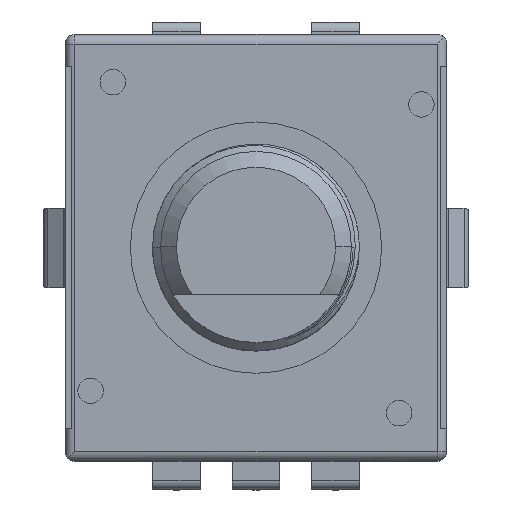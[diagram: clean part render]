
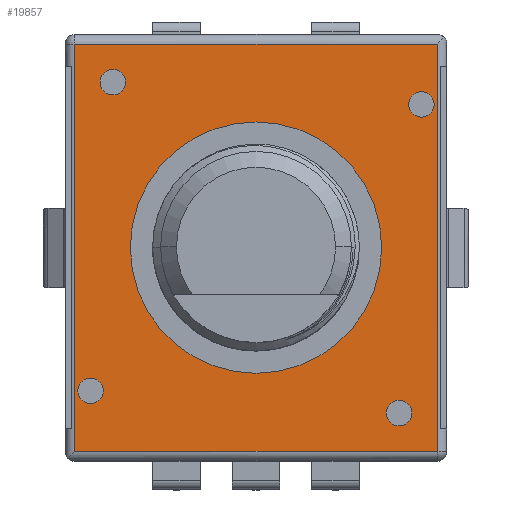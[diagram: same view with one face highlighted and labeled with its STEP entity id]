
A CAD part, top view. The second image highlights one B-rep face of the part: STEP entity #19857.
In plain terms, the highlighted planar face has unit normal (0, 0, 1).
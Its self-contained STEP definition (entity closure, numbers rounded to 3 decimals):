
#14 = DIRECTION ( 'NONE',  ( -1., 0., 0. ) ) ;
#160 = VERTEX_POINT ( 'NONE', #15013 ) ;
#353 = ORIENTED_EDGE ( 'NONE', *, *, #20846, .F. ) ;
#361 = AXIS2_PLACEMENT_3D ( 'NONE', #15134, #23560, #8895 ) ;
#621 = VERTEX_POINT ( 'NONE', #15924 ) ;
#1067 = VERTEX_POINT ( 'NONE', #3426 ) ;
#1325 = CIRCLE ( 'NONE', #22099, 0.4 ) ;
#1538 = CARTESIAN_POINT ( 'NONE',  ( 5.6, 4.5, 1. ) ) ;
#2020 = AXIS2_PLACEMENT_3D ( 'NONE', #13917, #7815, #16115 ) ;
#2393 = FACE_BOUND ( 'NONE', #6917, .T. ) ;
#2821 = EDGE_CURVE ( 'NONE', #21858, #160, #9000, .T. ) ;
#2904 = VERTEX_POINT ( 'NONE', #13916 ) ;
#3035 = AXIS2_PLACEMENT_3D ( 'NONE', #25315, #6383, #6645 ) ;
#3235 = DIRECTION ( 'NONE',  ( 1., 0., 0. ) ) ;
#3426 = CARTESIAN_POINT ( 'NONE',  ( 5.7, -6.4, 1. ) ) ;
#3569 = CARTESIAN_POINT ( 'NONE',  ( 5.7, 6.4, 1. ) ) ;
#3753 = CARTESIAN_POINT ( 'NONE',  ( 4.9, -5.2, 1. ) ) ;
#3772 = CARTESIAN_POINT ( 'NONE',  ( -4.9, 5.2, 1. ) ) ;
#3883 = CIRCLE ( 'NONE', #361, 3.95 ) ;
#4023 = ORIENTED_EDGE ( 'NONE', *, *, #14459, .T. ) ;
#4107 = CARTESIAN_POINT ( 'NONE',  ( -5.7, 5.7, 1. ) ) ;
#4191 = PLANE ( 'NONE',  #21198 ) ;
#4767 = DIRECTION ( 'NONE',  ( 0., 0., 1. ) ) ;
#4870 = VERTEX_POINT ( 'NONE', #1538 ) ;
#5037 = AXIS2_PLACEMENT_3D ( 'NONE', #11721, #24241, #3235 ) ;
#5458 = CARTESIAN_POINT ( 'NONE',  ( -3.95, 0., 1. ) ) ;
#5462 = CARTESIAN_POINT ( 'NONE',  ( 4.5, -5.2, 1. ) ) ;
#5574 = VERTEX_POINT ( 'NONE', #22186 ) ;
#5852 = FACE_BOUND ( 'NONE', #18633, .T. ) ;
#5860 = EDGE_LOOP ( 'NONE', ( #25157, #22464 ) ) ;
#5931 = DIRECTION ( 'NONE',  ( 0., -1., 0. ) ) ;
#5984 = FACE_BOUND ( 'NONE', #9006, .T. ) ;
#6141 = AXIS2_PLACEMENT_3D ( 'NONE', #5462, #11587, #9622 ) ;
#6383 = DIRECTION ( 'NONE',  ( 0., 0., 1. ) ) ;
#6645 = DIRECTION ( 'NONE',  ( 1., 0., 0. ) ) ;
#6917 = EDGE_LOOP ( 'NONE', ( #7768, #25956 ) ) ;
#7203 = EDGE_CURVE ( 'NONE', #160, #21858, #3883, .T. ) ;
#7290 = CARTESIAN_POINT ( 'NONE',  ( -5.7, -6.4, 1. ) ) ;
#7501 = EDGE_CURVE ( 'NONE', #21763, #13416, #12768, .T. ) ;
#7668 = EDGE_CURVE ( 'NONE', #621, #4870, #21593, .T. ) ;
#7768 = ORIENTED_EDGE ( 'NONE', *, *, #11612, .F. ) ;
#7815 = DIRECTION ( 'NONE',  ( 0., 0., 1. ) ) ;
#7927 = CIRCLE ( 'NONE', #20721, 0.4 ) ;
#8330 = EDGE_CURVE ( 'NONE', #18559, #16835, #15020, .T. ) ;
#8336 = FACE_BOUND ( 'NONE', #5860, .T. ) ;
#8453 = ORIENTED_EDGE ( 'NONE', *, *, #16372, .T. ) ;
#8895 = DIRECTION ( 'NONE',  ( 1., 0., 0. ) ) ;
#9000 = CIRCLE ( 'NONE', #5037, 3.95 ) ;
#9006 = EDGE_LOOP ( 'NONE', ( #353, #20515 ) ) ;
#9226 = CARTESIAN_POINT ( 'NONE',  ( 6., -6.4, 1. ) ) ;
#9620 = ORIENTED_EDGE ( 'NONE', *, *, #15500, .F. ) ;
#9622 = DIRECTION ( 'NONE',  ( -1., 0., 0. ) ) ;
#10291 = CARTESIAN_POINT ( 'NONE',  ( 4.1, -5.2, 1. ) ) ;
#10701 = CIRCLE ( 'NONE', #26566, 0.4 ) ;
#10947 = CARTESIAN_POINT ( 'NONE',  ( 5.2, 4.5, 1. ) ) ;
#11583 = CARTESIAN_POINT ( 'NONE',  ( -4.1, 5.2, 1. ) ) ;
#11587 = DIRECTION ( 'NONE',  ( 0., 0., 1. ) ) ;
#11612 = EDGE_CURVE ( 'NONE', #2904, #14438, #1325, .T. ) ;
#11721 = CARTESIAN_POINT ( 'NONE',  ( 0., 0., 1. ) ) ;
#11845 = VECTOR ( 'NONE', #21816, 1000. ) ;
#12717 = ORIENTED_EDGE ( 'NONE', *, *, #18738, .T. ) ;
#12768 = CIRCLE ( 'NONE', #3035, 0.4 ) ;
#13327 = EDGE_CURVE ( 'NONE', #1067, #13900, #22593, .T. ) ;
#13416 = VERTEX_POINT ( 'NONE', #3772 ) ;
#13900 = VERTEX_POINT ( 'NONE', #3569 ) ;
#13916 = CARTESIAN_POINT ( 'NONE',  ( -4.8, -4.5, 1. ) ) ;
#13917 = CARTESIAN_POINT ( 'NONE',  ( 4.5, -5.2, 1. ) ) ;
#14164 = CIRCLE ( 'NONE', #18985, 0.4 ) ;
#14438 = VERTEX_POINT ( 'NONE', #22969 ) ;
#14459 = EDGE_CURVE ( 'NONE', #13900, #5574, #27221, .T. ) ;
#14646 = LINE ( 'NONE', #4107, #20235 ) ;
#14785 = VECTOR ( 'NONE', #20649, 1000. ) ;
#14813 = DIRECTION ( 'NONE',  ( 0., 1., 0. ) ) ;
#14978 = AXIS2_PLACEMENT_3D ( 'NONE', #16197, #24607, #5931 ) ;
#14984 = DIRECTION ( 'NONE',  ( 0., 0., 1. ) ) ;
#15013 = CARTESIAN_POINT ( 'NONE',  ( 3.95, 0., 1. ) ) ;
#15020 = CIRCLE ( 'NONE', #6141, 0.4 ) ;
#15134 = CARTESIAN_POINT ( 'NONE',  ( 0., 0., 1. ) ) ;
#15500 = EDGE_CURVE ( 'NONE', #16835, #18559, #18803, .T. ) ;
#15924 = CARTESIAN_POINT ( 'NONE',  ( 4.8, 4.5, 1. ) ) ;
#16115 = DIRECTION ( 'NONE',  ( -1., 0., 0. ) ) ;
#16197 = CARTESIAN_POINT ( 'NONE',  ( 5.2, 4.5, 1. ) ) ;
#16226 = ORIENTED_EDGE ( 'NONE', *, *, #2821, .F. ) ;
#16372 = EDGE_CURVE ( 'NONE', #18078, #1067, #20147, .T. ) ;
#16479 = DIRECTION ( 'NONE',  ( 0., 0., 1. ) ) ;
#16644 = CARTESIAN_POINT ( 'NONE',  ( 5.7, -5.7, 1. ) ) ;
#16821 = CARTESIAN_POINT ( 'NONE',  ( -5.2, -4.5, 1. ) ) ;
#16835 = VERTEX_POINT ( 'NONE', #3753 ) ;
#18078 = VERTEX_POINT ( 'NONE', #7290 ) ;
#18104 = ORIENTED_EDGE ( 'NONE', *, *, #8330, .F. ) ;
#18338 = EDGE_CURVE ( 'NONE', #13416, #21763, #14164, .T. ) ;
#18540 = CARTESIAN_POINT ( 'NONE',  ( -5.2, -4.5, 1. ) ) ;
#18559 = VERTEX_POINT ( 'NONE', #10291 ) ;
#18633 = EDGE_LOOP ( 'NONE', ( #9620, #18104 ) ) ;
#18738 = EDGE_CURVE ( 'NONE', #5574, #18078, #14646, .T. ) ;
#18803 = CIRCLE ( 'NONE', #2020, 0.4 ) ;
#18965 = ORIENTED_EDGE ( 'NONE', *, *, #7203, .F. ) ;
#18985 = AXIS2_PLACEMENT_3D ( 'NONE', #21641, #4767, #22028 ) ;
#19470 = EDGE_CURVE ( 'NONE', #14438, #2904, #7927, .T. ) ;
#19486 = EDGE_LOOP ( 'NONE', ( #8453, #21832, #4023, #12717 ) ) ;
#19857 = ADVANCED_FACE ( 'NONE', ( #24793, #5852, #2393, #5984, #8336, #22997 ), #4191, .T. ) ;
#20147 = LINE ( 'NONE', #9226, #11845 ) ;
#20235 = VECTOR ( 'NONE', #22547, 1000. ) ;
#20515 = ORIENTED_EDGE ( 'NONE', *, *, #7668, .F. ) ;
#20649 = DIRECTION ( 'NONE',  ( 0., 1., 0. ) ) ;
#20721 = AXIS2_PLACEMENT_3D ( 'NONE', #18540, #16479, #14813 ) ;
#20846 = EDGE_CURVE ( 'NONE', #4870, #621, #10701, .T. ) ;
#21042 = CARTESIAN_POINT ( 'NONE',  ( -6., 6.4, 1. ) ) ;
#21198 = AXIS2_PLACEMENT_3D ( 'NONE', #22860, #14984, #21340 ) ;
#21255 = EDGE_LOOP ( 'NONE', ( #18965, #16226 ) ) ;
#21340 = DIRECTION ( 'NONE',  ( 1., 0., 0. ) ) ;
#21593 = CIRCLE ( 'NONE', #14978, 0.4 ) ;
#21641 = CARTESIAN_POINT ( 'NONE',  ( -4.5, 5.2, 1. ) ) ;
#21763 = VERTEX_POINT ( 'NONE', #11583 ) ;
#21791 = DIRECTION ( 'NONE',  ( 0., 1., 0. ) ) ;
#21816 = DIRECTION ( 'NONE',  ( 1., 0., 0. ) ) ;
#21832 = ORIENTED_EDGE ( 'NONE', *, *, #13327, .T. ) ;
#21858 = VERTEX_POINT ( 'NONE', #5458 ) ;
#22028 = DIRECTION ( 'NONE',  ( 1., 0., 0. ) ) ;
#22099 = AXIS2_PLACEMENT_3D ( 'NONE', #16821, #25237, #21791 ) ;
#22186 = CARTESIAN_POINT ( 'NONE',  ( -5.7, 6.4, 1. ) ) ;
#22464 = ORIENTED_EDGE ( 'NONE', *, *, #18338, .F. ) ;
#22547 = DIRECTION ( 'NONE',  ( 0., -1., 0. ) ) ;
#22593 = LINE ( 'NONE', #16644, #14785 ) ;
#22771 = VECTOR ( 'NONE', #14, 1000. ) ;
#22860 = CARTESIAN_POINT ( 'NONE',  ( 0., 0., 1. ) ) ;
#22969 = CARTESIAN_POINT ( 'NONE',  ( -5.6, -4.5, 1. ) ) ;
#22997 = FACE_OUTER_BOUND ( 'NONE', #19486, .T. ) ;
#23560 = DIRECTION ( 'NONE',  ( 0., 0., 1. ) ) ;
#23909 = DIRECTION ( 'NONE',  ( 0., 0., 1. ) ) ;
#24241 = DIRECTION ( 'NONE',  ( 0., 0., 1. ) ) ;
#24607 = DIRECTION ( 'NONE',  ( 0., 0., 1. ) ) ;
#24793 = FACE_BOUND ( 'NONE', #21255, .T. ) ;
#25157 = ORIENTED_EDGE ( 'NONE', *, *, #7501, .F. ) ;
#25237 = DIRECTION ( 'NONE',  ( 0., 0., 1. ) ) ;
#25315 = CARTESIAN_POINT ( 'NONE',  ( -4.5, 5.2, 1. ) ) ;
#25956 = ORIENTED_EDGE ( 'NONE', *, *, #19470, .F. ) ;
#25973 = DIRECTION ( 'NONE',  ( 0., -1., 0. ) ) ;
#26566 = AXIS2_PLACEMENT_3D ( 'NONE', #10947, #23909, #25973 ) ;
#27221 = LINE ( 'NONE', #21042, #22771 ) ;
